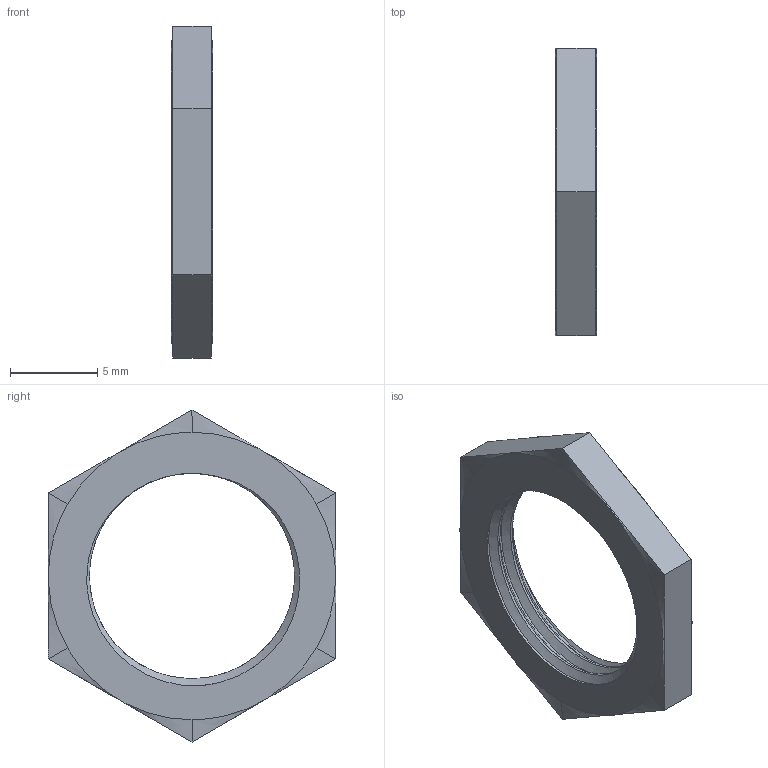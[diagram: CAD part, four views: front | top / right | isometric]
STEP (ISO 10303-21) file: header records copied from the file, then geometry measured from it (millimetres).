
FILE_DESCRIPTION(/* description */ (''),/* implementation_level */ '2;1');
FILE_NAME(/* name */ 'TROMPETER_CBBJR79A_part2.stp',/* time_stamp */ '2016-09-16T14:42:16+02:00',/* author */ ('bcivel'),/* organization */ (''),/* preprocessor_version */ 'ST-DEVELOPER v16.1',/* originating_system */ 'AutoCAD Mechanical',/* authorisation */ ', , ');
FILE_SCHEMA (('AUTOMOTIVE_DESIGN { 1 0 10303 214 3 1 1 }'));
Length unit declared in the file: millimetre
Products named in the file (1): Product
Bounding box: 2.36 x 16.51 x 19.07 mm (x, y, z)
Volume: 278.3 mm3; surface area: 490.9 mm2
Topology: 1 solids, 1 shells, 24 faces, 67 edges, 45 vertices
Faces by surface type: bspline 15, plane 8, cylinder 1
Entity records: 3462 total; most frequent: CARTESIAN_POINT 2893, ORIENTED_EDGE 134, EDGE_CURVE 67, DIRECTION 66, VERTEX_POINT 45, LINE 42, VECTOR 42, EDGE_LOOP 26
